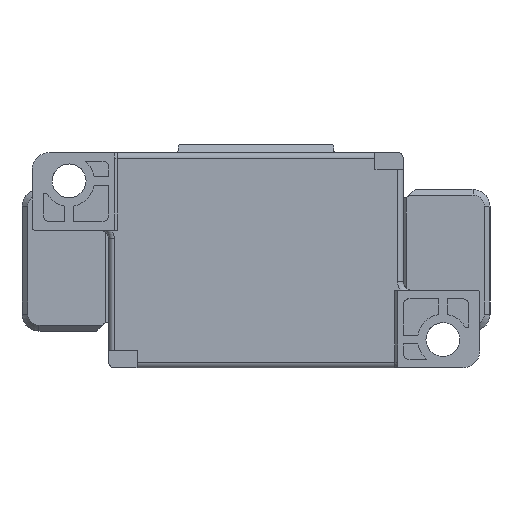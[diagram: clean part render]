
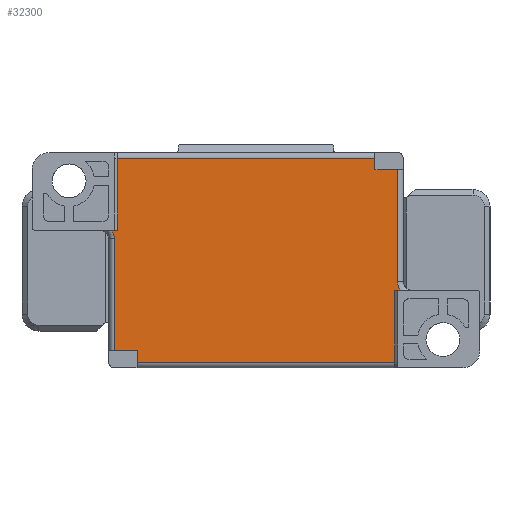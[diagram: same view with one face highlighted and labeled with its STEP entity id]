
A CAD part, front view. The second image highlights one B-rep face of the part: STEP entity #32300.
In plain terms, the highlighted planar face has unit normal (0, -1, 0).
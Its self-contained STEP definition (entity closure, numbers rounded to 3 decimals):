
#28571=DIRECTION('',(0.,0.,1.));
#28572=VECTOR('',#28571,12.7);
#28573=CARTESIAN_POINT('',(-24.5,-40.,5.3));
#28574=LINE('',#28573,#28572);
#28575=DIRECTION('',(1.,0.,0.));
#28576=VECTOR('',#28575,45.5);
#28577=CARTESIAN_POINT('',(-24.5,-40.,
18.));
#28578=LINE('',#28577,#28576);
#28579=DIRECTION('',(0.,0.,-1.));
#28580=VECTOR('',#28579,2.);
#28581=CARTESIAN_POINT('',(21.,-40.,18.));
#28582=LINE('',#28581,#28580);
#28583=DIRECTION('',(1.,0.,0.));
#28584=VECTOR('',#28583,4.);
#28585=CARTESIAN_POINT('',(21.,-40.,16.));
#28586=LINE('',#28585,#28584);
#28587=DIRECTION('',(0.,0.,-1.));
#28588=VECTOR('',#28587,19.8);
#28589=CARTESIAN_POINT('',(25.,-40.,16.));
#28590=LINE('',#28589,#28588);
#28591=CARTESIAN_POINT('',(27.5,-40.,-3.8));
#28592=DIRECTION('',(0.,-1.,0.));
#28593=DIRECTION('',(-1.,0.,0.));
#28594=AXIS2_PLACEMENT_3D('',#28591,#28592,#28593);
#28596=DIRECTION('',(0.,0.,-1.));
#28597=VECTOR('',#28596,12.7);
#28598=CARTESIAN_POINT('',(24.5,-40.,-5.3));
#28599=LINE('',#28598,#28597);
#28600=DIRECTION('',(-1.,0.,0.));
#28601=VECTOR('',#28600,45.5);
#28602=CARTESIAN_POINT('',(24.5,-40.,
-18.));
#28603=LINE('',#28602,#28601);
#28604=DIRECTION('',(0.,0.,1.));
#28605=VECTOR('',#28604,2.);
#28606=CARTESIAN_POINT('',(-21.,-40.,-18.));
#28607=LINE('',#28606,#28605);
#28608=DIRECTION('',(-1.,0.,0.));
#28609=VECTOR('',#28608,4.);
#28610=CARTESIAN_POINT('',(-21.,-40.,-16.));
#28611=LINE('',#28610,#28609);
#28612=DIRECTION('',(0.,0.,1.));
#28613=VECTOR('',#28612,19.8);
#28614=CARTESIAN_POINT('',(-25.,-40.,-16.));
#28615=LINE('',#28614,#28613);
#28616=CARTESIAN_POINT('',(-27.5,-40.,3.8));
#28617=DIRECTION('',(0.,-1.,0.));
#28618=DIRECTION('',(1.,0.,0.));
#28619=AXIS2_PLACEMENT_3D('',#28616,#28617,#28618);
#28707=DIRECTION('',(-1.,0.,0.));
#28708=VECTOR('',#28707,1.);
#28709=CARTESIAN_POINT('',(-24.5,-40.,5.3));
#28710=LINE('',#28709,#28708);
#29398=DIRECTION('',(1.,0.,0.));
#29399=VECTOR('',#29398,1.);
#29400=CARTESIAN_POINT('',(24.5,-40.,-5.3));
#29401=LINE('',#29400,#29399);
#31441=CARTESIAN_POINT('',(-25.,-40.,3.8));
#31442=VERTEX_POINT('',#31441);
#31443=CARTESIAN_POINT('',(-25.,-40.,-16.));
#31444=VERTEX_POINT('',#31443);
#31445=CARTESIAN_POINT('',(-25.5,-40.,5.3));
#31446=VERTEX_POINT('',#31445);
#31449=CARTESIAN_POINT('',(-24.5,-40.,5.3));
#31450=CARTESIAN_POINT('',(-24.5,-40.,
18.));
#31451=VERTEX_POINT('',#31449);
#31452=VERTEX_POINT('',#31450);
#31453=CARTESIAN_POINT('',(21.,-40.,18.));
#31454=VERTEX_POINT('',#31453);
#31455=CARTESIAN_POINT('',(21.,-40.,16.));
#31456=VERTEX_POINT('',#31455);
#31457=CARTESIAN_POINT('',(25.,-40.,16.));
#31458=VERTEX_POINT('',#31457);
#31459=CARTESIAN_POINT('',(25.,-40.,-3.8));
#31460=VERTEX_POINT('',#31459);
#31461=CARTESIAN_POINT('',(25.5,-40.,-5.3));
#31462=VERTEX_POINT('',#31461);
#31463=CARTESIAN_POINT('',(24.5,-40.,-5.3));
#31464=VERTEX_POINT('',#31463);
#31465=CARTESIAN_POINT('',(24.5,-40.,
-18.));
#31466=VERTEX_POINT('',#31465);
#31467=CARTESIAN_POINT('',(-21.,-40.,-18.));
#31468=VERTEX_POINT('',#31467);
#31469=CARTESIAN_POINT('',(-21.,-40.,-16.));
#31470=VERTEX_POINT('',#31469);
#32267=CARTESIAN_POINT('',(-26.,-40.,-20.));
#32268=DIRECTION('',(0.,-1.,0.));
#32269=DIRECTION('',(1.,0.,0.));
#32270=AXIS2_PLACEMENT_3D('',#32267,#32268,#32269);
#32271=PLANE('',#32270);
#32273=ORIENTED_EDGE('',*,*,#32272,.T.);
#32275=ORIENTED_EDGE('',*,*,#32274,.T.);
#32277=ORIENTED_EDGE('',*,*,#32276,.T.);
#32279=ORIENTED_EDGE('',*,*,#32278,.T.);
#32281=ORIENTED_EDGE('',*,*,#32280,.T.);
#32283=ORIENTED_EDGE('',*,*,#32282,.T.);
#32285=ORIENTED_EDGE('',*,*,#32284,.F.);
#32287=ORIENTED_EDGE('',*,*,#32286,.T.);
#32289=ORIENTED_EDGE('',*,*,#32288,.T.);
#32291=ORIENTED_EDGE('',*,*,#32290,.T.);
#32293=ORIENTED_EDGE('',*,*,#32292,.T.);
#32294=ORIENTED_EDGE('',*,*,#32245,.T.);
#32295=ORIENTED_EDGE('',*,*,#32257,.T.);
#32297=ORIENTED_EDGE('',*,*,#32296,.F.);
#32298=EDGE_LOOP('',(#32273,#32275,#32277,#32279,#32281,#32283,#32285,#32287,
#32289,#32291,#32293,#32294,#32295,#32297));
#32299=FACE_OUTER_BOUND('',#32298,.F.);
#32300=ADVANCED_FACE('',(#32299),#32271,.T.);
#28595=CIRCLE('',#28594,2.5);
#28620=CIRCLE('',#28619,2.5);
#32245=EDGE_CURVE('',#31444,#31442,#28615,.T.);
#32257=EDGE_CURVE('',#31442,#31446,#28620,.T.);
#32272=EDGE_CURVE('',#31451,#31452,#28574,.T.);
#32274=EDGE_CURVE('',#31452,#31454,#28578,.T.);
#32276=EDGE_CURVE('',#31454,#31456,#28582,.T.);
#32278=EDGE_CURVE('',#31456,#31458,#28586,.T.);
#32280=EDGE_CURVE('',#31458,#31460,#28590,.T.);
#32282=EDGE_CURVE('',#31460,#31462,#28595,.T.);
#32284=EDGE_CURVE('',#31464,#31462,#29401,.T.);
#32286=EDGE_CURVE('',#31464,#31466,#28599,.T.);
#32288=EDGE_CURVE('',#31466,#31468,#28603,.T.);
#32290=EDGE_CURVE('',#31468,#31470,#28607,.T.);
#32292=EDGE_CURVE('',#31470,#31444,#28611,.T.);
#32296=EDGE_CURVE('',#31451,#31446,#28710,.T.);
